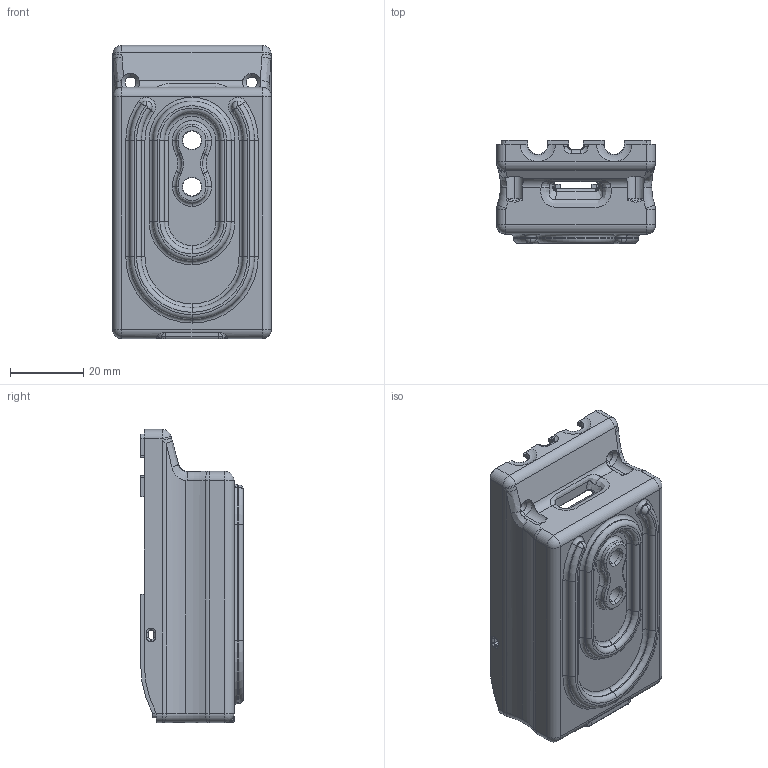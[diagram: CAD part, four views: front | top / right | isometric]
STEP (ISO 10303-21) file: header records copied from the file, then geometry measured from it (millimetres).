
FILE_DESCRIPTION (( 'STEP AP203' ), '1' );
FILE_NAME ('7146_Tympan_Rev-E2_Bottom_Case.STEP', '2021-06-24T18:10:34', ( '' ), ( '' ), 'SwSTEP 2.0', 'SolidWorks 2018', '' );
FILE_SCHEMA (( 'CONFIG_CONTROL_DESIGN' ));
Length unit declared in the file: inch
Products named in the file (1): 7146_Tympan_Rev-E2_Bottom_Case
Bounding box: 43.24 x 27.99 x 79.8 mm (x, y, z)
Volume: 15940.8 mm3; surface area: 17550.6 mm2
Topology: 1 solids, 1 shells, 570 faces, 1490 edges, 901 vertices
Faces by surface type: cylinder 186, plane 162, torus 100, bspline 86, cone 24, sphere 12
Entity records: 24717 total; most frequent: CARTESIAN_POINT 11112, ORIENTED_EDGE 2948, DIRECTION 2808, EDGE_CURVE 1474, AXIS2_PLACEMENT_3D 1087, VERTEX_POINT 901, LINE 634, VECTOR 634
